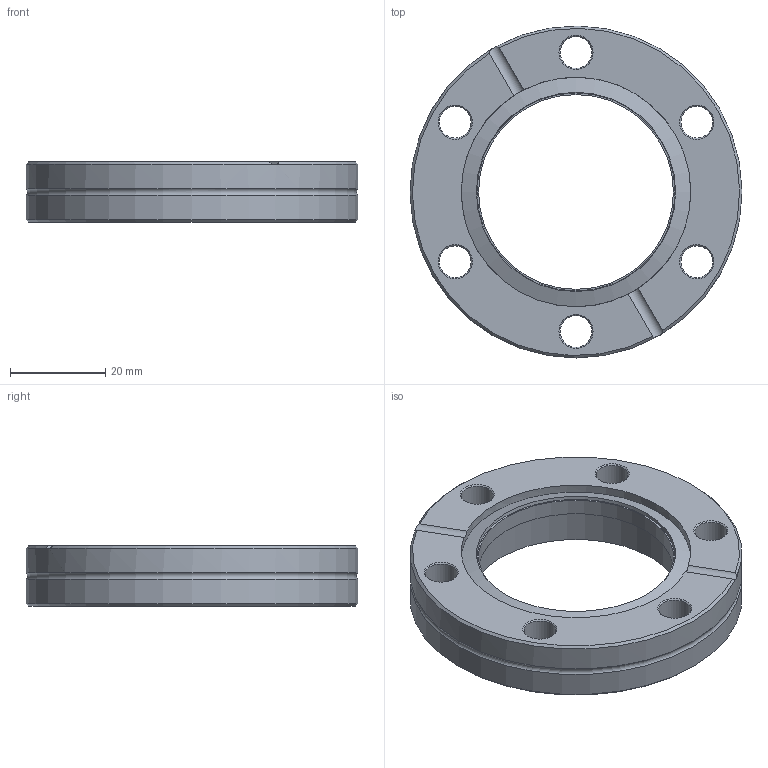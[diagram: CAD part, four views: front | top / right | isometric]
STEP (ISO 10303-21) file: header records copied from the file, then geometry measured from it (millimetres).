
FILE_DESCRIPTION (( 'STEP AP214' ), '1' );
FILE_NAME ('F35B45.STEP', '2022-02-21T12:04:46', ( '' ), ( '' ), 'SwSTEP 2.0', 'SolidWorks 2022', '' );
FILE_SCHEMA (( 'AUTOMOTIVE_DESIGN' ));
Length unit declared in the file: millimetre
Products named in the file (1): F35B45
Bounding box: 69.85 x 69.85 x 12.7 mm (x, y, z)
Volume: 26515.8 mm3; surface area: 10797.9 mm2
Topology: 1 solids, 1 shells, 36 faces, 100 edges, 67 vertices
Faces by surface type: cone 17, cylinder 13, plane 5, torus 1
Full cylindrical faces by diameter (mm): 6.7 x6, 41 x1, 44.6 x1, 48.31 x1, 69.85 x2
Entity records: 964 total; most frequent: CARTESIAN_POINT 197, DIRECTION 160, ORIENTED_EDGE 106, AXIS2_PLACEMENT_3D 78, EDGE_LOOP 78, EDGE_CURVE 53, FACE_OUTER_BOUND 48, VERTEX_POINT 47
